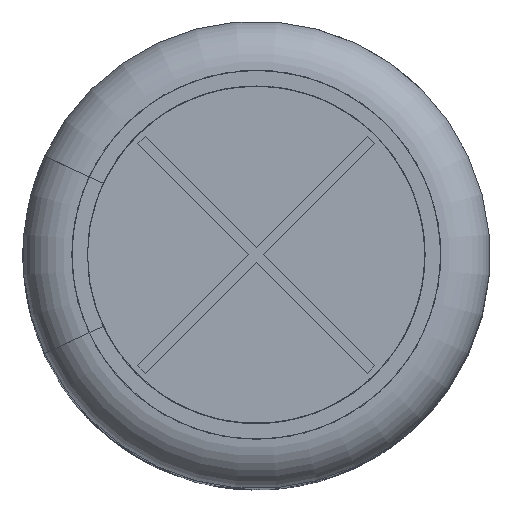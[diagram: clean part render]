
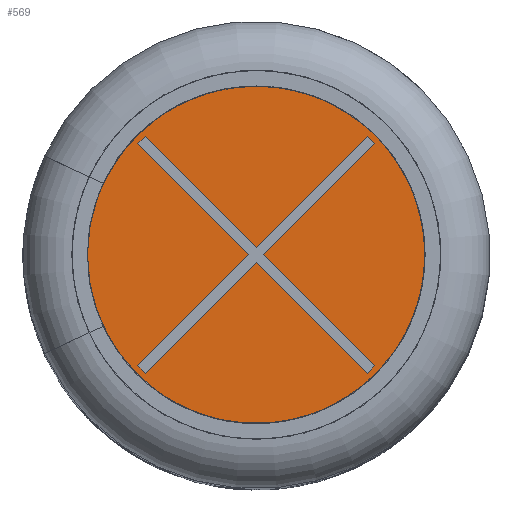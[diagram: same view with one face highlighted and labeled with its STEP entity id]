
A CAD part, top view. The second image highlights one B-rep face of the part: STEP entity #569.
In plain terms, the highlighted planar face has unit normal (0, 0, 1).
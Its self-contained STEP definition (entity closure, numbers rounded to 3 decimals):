
#569 = ADVANCED_FACE( '', ( #1638, #1639 ), #1640, .T. );
#1638 = FACE_OUTER_BOUND( '', #3363, .T. );
#1639 = FACE_BOUND( '', #3364, .T. );
#1640 = PLANE( '', #3365 );
#3363 = EDGE_LOOP( '', ( #11959 ) );
#3364 = EDGE_LOOP( '', ( #11960, #11961, #11962, #11963, #11964, #11965, #11966, #11967, #11968, #11969, #11970, #11971 ) );
#3365 = AXIS2_PLACEMENT_3D( '', #11972, #11973, #11974 );
#11959 = ORIENTED_EDGE( '', *, *, #16157, .F. );
#11960 = ORIENTED_EDGE( '', *, *, #16158, .T. );
#11961 = ORIENTED_EDGE( '', *, *, #16159, .T. );
#11962 = ORIENTED_EDGE( '', *, *, #16160, .T. );
#11963 = ORIENTED_EDGE( '', *, *, #16152, .T. );
#11964 = ORIENTED_EDGE( '', *, *, #16161, .T. );
#11965 = ORIENTED_EDGE( '', *, *, #16162, .T. );
#11966 = ORIENTED_EDGE( '', *, *, #16163, .T. );
#11967 = ORIENTED_EDGE( '', *, *, #16164, .T. );
#11968 = ORIENTED_EDGE( '', *, *, #16165, .T. );
#11969 = ORIENTED_EDGE( '', *, *, #16166, .T. );
#11970 = ORIENTED_EDGE( '', *, *, #16167, .T. );
#11971 = ORIENTED_EDGE( '', *, *, #16168, .T. );
#11972 = CARTESIAN_POINT( '', ( -5.132, 0., 29.78 ) );
#11973 = DIRECTION( '', ( 0., 0., 1. ) );
#11974 = DIRECTION( '', ( 1., 0., 0. ) );
#16152 = EDGE_CURVE( '', #17980, #17981, #17982, .T. );
#16157 = EDGE_CURVE( '', #17989, #17989, #17990, .T. );
#16158 = EDGE_CURVE( '', #17991, #17992, #17993, .T. );
#16159 = EDGE_CURVE( '', #17992, #17994, #17995, .T. );
#16160 = EDGE_CURVE( '', #17994, #17980, #17996, .T. );
#16161 = EDGE_CURVE( '', #17981, #17997, #17998, .T. );
#16162 = EDGE_CURVE( '', #17997, #17999, #18000, .T. );
#16163 = EDGE_CURVE( '', #17999, #18001, #18002, .T. );
#16164 = EDGE_CURVE( '', #18001, #18003, #18004, .T. );
#16165 = EDGE_CURVE( '', #18003, #18005, #18006, .T. );
#16166 = EDGE_CURVE( '', #18005, #18007, #18008, .T. );
#16167 = EDGE_CURVE( '', #18007, #18009, #18010, .T. );
#16168 = EDGE_CURVE( '', #18009, #17991, #18011, .T. );
#17980 = VERTEX_POINT( '', #20693 );
#17981 = VERTEX_POINT( '', #20694 );
#17982 = LINE( '', #20695, #20696 );
#17989 = VERTEX_POINT( '', #20706 );
#17990 = CIRCLE( '', #20707, 5.132 );
#17991 = VERTEX_POINT( '', #20708 );
#17992 = VERTEX_POINT( '', #20709 );
#17993 = LINE( '', #20710, #20711 );
#17994 = VERTEX_POINT( '', #20712 );
#17995 = LINE( '', #20713, #20714 );
#17996 = LINE( '', #20715, #20716 );
#17997 = VERTEX_POINT( '', #20717 );
#17998 = LINE( '', #20718, #20719 );
#17999 = VERTEX_POINT( '', #20720 );
#18000 = LINE( '', #20721, #20722 );
#18001 = VERTEX_POINT( '', #20723 );
#18002 = LINE( '', #20724, #20725 );
#18003 = VERTEX_POINT( '', #20726 );
#18004 = LINE( '', #20727, #20728 );
#18005 = VERTEX_POINT( '', #20729 );
#18006 = LINE( '', #20730, #20731 );
#18007 = VERTEX_POINT( '', #20732 );
#18008 = LINE( '', #20733, #20734 );
#18009 = VERTEX_POINT( '', #20735 );
#18010 = LINE( '', #20736, #20737 );
#18011 = LINE( '', #20738, #20739 );
#20693 = CARTESIAN_POINT( '', ( 3.088, 3.292, 29.78 ) );
#20694 = CARTESIAN_POINT( '', ( 3.292, 3.088, 29.78 ) );
#20695 = CARTESIAN_POINT( '', ( 3.292, 3.088, 29.78 ) );
#20696 = VECTOR( '', #26886, 1000. );
#20706 = CARTESIAN_POINT( '', ( -5.132, 0., 29.78 ) );
#20707 = AXIS2_PLACEMENT_3D( '', #26890, #26891, #26892 );
#20708 = CARTESIAN_POINT( '', ( -3.292, 3.088, 29.78 ) );
#20709 = CARTESIAN_POINT( '', ( -3.088, 3.292, 29.78 ) );
#20710 = CARTESIAN_POINT( '', ( -3.088, 3.292, 29.78 ) );
#20711 = VECTOR( '', #26893, 1000. );
#20712 = CARTESIAN_POINT( '', ( 0., 0.204, 29.78 ) );
#20713 = CARTESIAN_POINT( '', ( 0., 0.204, 29.78 ) );
#20714 = VECTOR( '', #26894, 1000. );
#20715 = CARTESIAN_POINT( '', ( 0., 0.204, 29.78 ) );
#20716 = VECTOR( '', #26895, 1000. );
#20717 = CARTESIAN_POINT( '', ( 0.204, 0., 29.78 ) );
#20718 = CARTESIAN_POINT( '', ( 0.204, 0., 29.78 ) );
#20719 = VECTOR( '', #26896, 1000. );
#20720 = CARTESIAN_POINT( '', ( 3.292, -3.088, 29.78 ) );
#20721 = CARTESIAN_POINT( '', ( 0.204, 0., 29.78 ) );
#20722 = VECTOR( '', #26897, 1000. );
#20723 = CARTESIAN_POINT( '', ( 3.088, -3.292, 29.78 ) );
#20724 = CARTESIAN_POINT( '', ( 3.292, -3.088, 29.78 ) );
#20725 = VECTOR( '', #26898, 1000. );
#20726 = CARTESIAN_POINT( '', ( 0., -0.204, 29.78 ) );
#20727 = CARTESIAN_POINT( '', ( 0., -0.204, 29.78 ) );
#20728 = VECTOR( '', #26899, 1000. );
#20729 = CARTESIAN_POINT( '', ( -3.088, -3.292, 29.78 ) );
#20730 = CARTESIAN_POINT( '', ( 0., -0.204, 29.78 ) );
#20731 = VECTOR( '', #26900, 1000. );
#20732 = CARTESIAN_POINT( '', ( -3.292, -3.088, 29.78 ) );
#20733 = CARTESIAN_POINT( '', ( -3.088, -3.292, 29.78 ) );
#20734 = VECTOR( '', #26901, 1000. );
#20735 = CARTESIAN_POINT( '', ( -0.204, 0., 29.78 ) );
#20736 = CARTESIAN_POINT( '', ( -0.204, 0., 29.78 ) );
#20737 = VECTOR( '', #26902, 1000. );
#20738 = CARTESIAN_POINT( '', ( -0.204, 0., 29.78 ) );
#20739 = VECTOR( '', #26903, 1000. );
#26886 = DIRECTION( '', ( 0.707, -0.707, 0. ) );
#26890 = CARTESIAN_POINT( '', ( 0., 0., 29.78 ) );
#26891 = DIRECTION( '', ( 0., 0., -1. ) );
#26892 = DIRECTION( '', ( -1., 0., 0. ) );
#26893 = DIRECTION( '', ( 0.707, 0.707, 0. ) );
#26894 = DIRECTION( '', ( 0.707, -0.707, 0. ) );
#26895 = DIRECTION( '', ( 0.707, 0.707, 0. ) );
#26896 = DIRECTION( '', ( -0.707, -0.707, 0. ) );
#26897 = DIRECTION( '', ( 0.707, -0.707, 0. ) );
#26898 = DIRECTION( '', ( -0.707, -0.707, 0. ) );
#26899 = DIRECTION( '', ( -0.707, 0.707, 0. ) );
#26900 = DIRECTION( '', ( -0.707, -0.707, 0. ) );
#26901 = DIRECTION( '', ( -0.707, 0.707, 0. ) );
#26902 = DIRECTION( '', ( 0.707, 0.707, 0. ) );
#26903 = DIRECTION( '', ( -0.707, 0.707, 0. ) );
